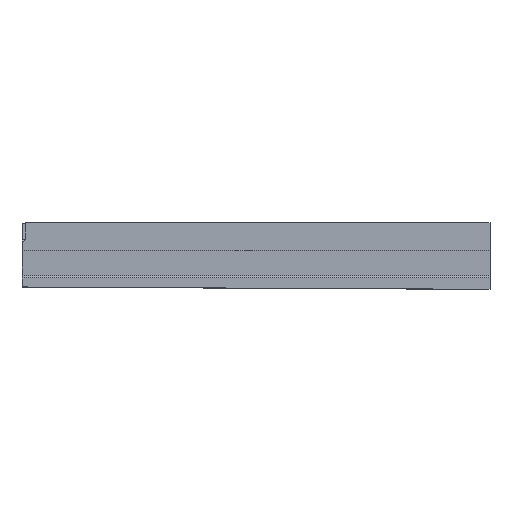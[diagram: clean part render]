
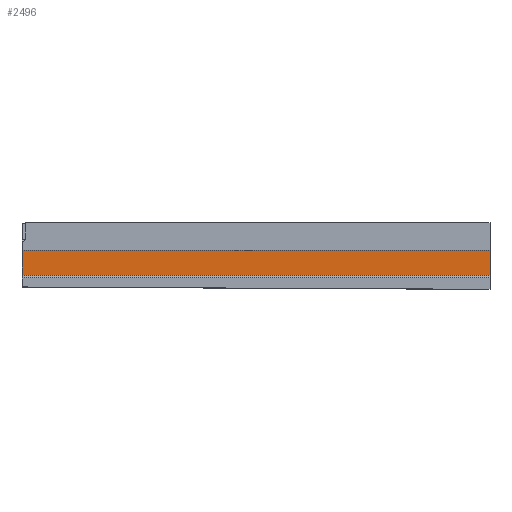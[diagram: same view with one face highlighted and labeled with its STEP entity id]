
A CAD part, top view. The second image highlights one B-rep face of the part: STEP entity #2496.
In plain terms, the highlighted planar face has unit normal (0, 0, 1).
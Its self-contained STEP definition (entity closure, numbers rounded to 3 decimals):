
#192=FACE_OUTER_BOUND('',#351,.T.);
#351=EDGE_LOOP('',(#2102,#2103,#2104,#2105));
#432=LINE('',#3516,#747);
#639=LINE('',#3978,#954);
#644=LINE('',#3991,#959);
#647=LINE('',#3997,#962);
#747=VECTOR('',#2783,10.);
#954=VECTOR('',#3284,10.);
#959=VECTOR('',#3299,10.);
#962=VECTOR('',#3306,10.);
#1063=VERTEX_POINT('',#3513);
#1064=VERTEX_POINT('',#3515);
#1171=VERTEX_POINT('',#3975);
#1175=VERTEX_POINT('',#3988);
#1258=EDGE_CURVE('',#1064,#1063,#432,.T.);
#1489=EDGE_CURVE('',#1171,#1063,#639,.T.);
#1496=EDGE_CURVE('',#1064,#1175,#644,.T.);
#1499=EDGE_CURVE('',#1175,#1171,#647,.T.);
#2102=ORIENTED_EDGE('',*,*,#1499,.F.);
#2103=ORIENTED_EDGE('',*,*,#1496,.F.);
#2104=ORIENTED_EDGE('',*,*,#1258,.T.);
#2105=ORIENTED_EDGE('',*,*,#1489,.F.);
#2344=PLANE('',#2690);
#2496=ADVANCED_FACE('',(#192),#2344,.T.);
#2690=AXIS2_PLACEMENT_3D('',#3996,#3304,#3305);
#2783=DIRECTION('',(0.,1.,0.));
#3284=DIRECTION('',(1.,0.,0.));
#3299=DIRECTION('',(-1.,0.,0.));
#3304=DIRECTION('center_axis',(0.,0.,1.));
#3305=DIRECTION('ref_axis',(0.,-1.,0.));
#3306=DIRECTION('',(0.,1.,0.));
#3513=CARTESIAN_POINT('',(1370.,-5.028,582.423));
#3515=CARTESIAN_POINT('',(1370.,-9.5,582.423));
#3516=CARTESIAN_POINT('',(1370.,-6.278,582.423));
#3975=CARTESIAN_POINT('',(1285.8,-5.028,582.423));
#3978=CARTESIAN_POINT('',(1122.8,-5.028,582.423));
#3988=CARTESIAN_POINT('',(1285.8,-9.5,582.423));
#3991=CARTESIAN_POINT('',(1580.,-9.5,582.423));
#3996=CARTESIAN_POINT('Origin',(1122.8,-5.028,582.423));
#3997=CARTESIAN_POINT('',(1285.8,-5.52,582.423));
